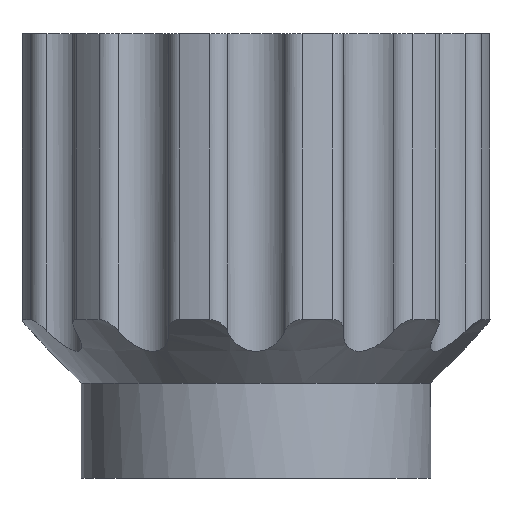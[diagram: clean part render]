
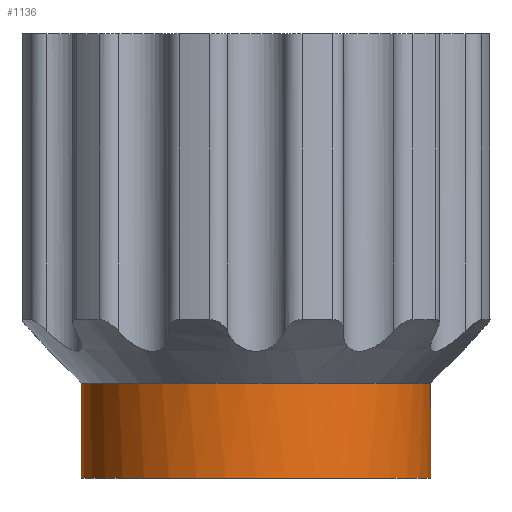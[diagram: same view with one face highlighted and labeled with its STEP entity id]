
A CAD part, front view. The second image highlights one B-rep face of the part: STEP entity #1136.
In plain terms, the highlighted cylindrical face has radius 5.5 mm (diameter 11 mm), a full revolution.
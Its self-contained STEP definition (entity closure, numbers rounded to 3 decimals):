
#289=VERTEX_POINT('',#1636);
#380=VERTEX_POINT('',#3214);
#398=CIRCLE('',#1156,5.5);
#454=CIRCLE('',#1257,5.5);
#466=EDGE_CURVE('',#289,#289,#398,.T.);
#602=EDGE_CURVE('',#380,#380,#454,.T.);
#858=ORIENTED_EDGE('',*,*,#602,.T.);
#859=ORIENTED_EDGE('',*,*,#466,.F.);
#1005=EDGE_LOOP('',(#858));
#1006=EDGE_LOOP('',(#859));
#1071=FACE_BOUND('',#1005,.T.);
#1072=FACE_BOUND('',#1006,.T.);
#1136=ADVANCED_FACE('',(#1071,#1072),#3310,.T.);
#1156=AXIS2_PLACEMENT_3D('',#1635,#1290,#1291);
#1256=AXIS2_PLACEMENT_3D('',#3212,#1535,#1536);
#1257=AXIS2_PLACEMENT_3D('',#3213,#1537,#1538);
#1290=DIRECTION('',(0.,0.,1.));
#1291=DIRECTION('',(5.5,0.,0.));
#1535=DIRECTION('',(0.,0.,-1.));
#1536=DIRECTION('',(-5.5,0.,0.));
#1537=DIRECTION('',(0.,0.,1.));
#1538=DIRECTION('',(-5.5,0.,0.));
#1635=CARTESIAN_POINT('',(0.,0.,-2.));
#1636=CARTESIAN_POINT('',(-5.5,0.,-2.));
#3212=CARTESIAN_POINT('',(0.,0.,0.));
#3213=CARTESIAN_POINT('',(0.,0.,-5.));
#3214=CARTESIAN_POINT('',(-5.5,0.,-5.));
#3310=CYLINDRICAL_SURFACE('',#1256,5.5);
